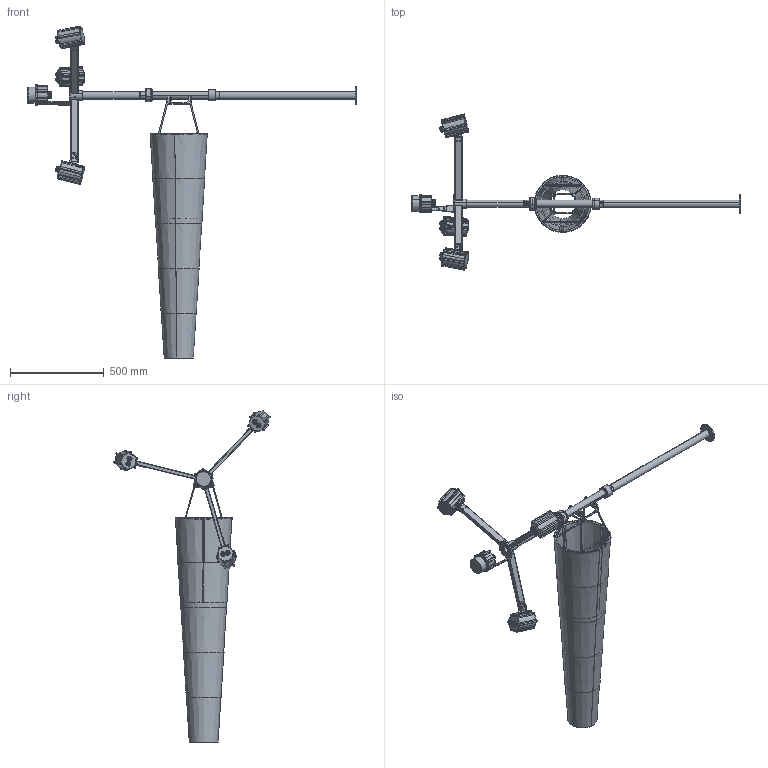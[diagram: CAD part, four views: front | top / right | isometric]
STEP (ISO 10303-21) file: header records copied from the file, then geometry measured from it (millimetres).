
FILE_DESCRIPTION (( 'STEP AP214' ), '1' );
FILE_NAME ('Ñáîðêà Êîðçèíû (èçìåí.)(NeW).STEP', '2017-07-18T10:48:43', ( '' ), ( '' ), 'SwSTEP 2.0', 'SolidWorks 2017', '' );
FILE_SCHEMA (( 'AUTOMOTIVE_DESIGN' ));
Length unit declared in the file: millimetre
Products named in the file (40): Ñáîðêà ïîâîðîòíîãî óçëà; Êðûøêà; 鎚蠉瞃趌NeW; 扻豵鵨_11; 婑鳧氀 瞂贂.; WIND.022 (Êðîíøòåéí-ïëàñòèíà ôîíàðÿ); 嵑殧趌5_擤; WIND.021 (Êðîíøòåéí ôîíàðÿ); ﾘ琺矜; Ôîíàðü ïðîæåêòîð (Ñáîðêà1_2); Óõî-òðóáà-âåðõ.; ãàéêà ïîä ïðîâîäà çàæèìíàÿ; Óõî-òðóáà; Íèæíÿÿ Êðûøêà; 扻錪犩-1; 嚦樏鋋; 扻錪犩-2; Êîðïóñ_Êîëäóíà; ﾒ矜-25; WIND.020 (ïëàíêà ïåðèôåðèéíîãî ôîíàðÿ); ﾒ矜-40; Ïåðåìû÷êà; Óõî-êîðçèíà; 嵑殧趌8_擤; Ñáîðêà1^Ñáîðêà Êîðçèíû (èçìåí.)(NeW); 婑鳧氀; Êðåïëåíèå êîðçèíû; Òðóáà îñí.; ﾐ裔; 栖闉罻 瞂贂. 鼫艖鳷; WIND.033 (膰錪犩 112擤); Òðóáà ïåðèôåðèéíûõ ôîíàðåé; WIND.033 (膰錪犩 300擤); 婑鳧氀 膴鍙欙樥縺; 扻錸鵯_300; Ñòàêàí âåðõíèé; Ôîíàðü ìîÿê (Ñáîðêà1_1); Ñáîðêà Êîðçèíû (èçìåí.)(NeW); ﾒ矜 粢.; Ôîíàðü (êðàñíûé)
Assembly tree (57 placements, depth 3):
  Ñáîðêà Êîðçèíû (èçìåí.)(NeW)
    WIND.033 (膰錪犩 300擤)
    WIND.033 (膰錪犩 112擤)
    ﾐ裔  x4
    Êðåïëåíèå êîðçèíû
    Ñáîðêà1^Ñáîðêà Êîðçèíû (èçìåí.)(NeW)
      Êðåïëåíèå êîðçèíû
    Óõî-êîðçèíà
    Ñáîðêà ïîâîðîòíîãî óçëà
      ﾒ矜-40
      ﾒ矜-25
      扻錪犩-2
      扻錪犩-1
      Óõî-òðóáà
      Óõî-òðóáà-âåðõ.
      ﾘ琺矜  x2
      嵑殧趌5_擤  x2
      婑鳧氀 瞂贂.
      鎚蠉瞃趌NeW
    栖闉罻 瞂贂. 鼫艖鳷
      ﾒ矜 粢.
      Ñòàêàí âåðõíèé
      婑鳧氀 膴鍙欙樥縺
      Òðóáà ïåðèôåðèéíûõ ôîíàðåé  x3
    Òðóáà îñí.
    婑鳧氀
    鎚蠉瞃趌NeW
    婑鳧氀 瞂贂.
    嵑殧趌8_擤
    Ïåðåìû÷êà
    WIND.020 (ïëàíêà ïåðèôåðèéíîãî ôîíàðÿ)  x3
    Ôîíàðü ïðîæåêòîð (Ñáîðêà1_2)  x3
      Êîðïóñ_Êîëäóíà
      嚦樏鋋
      Íèæíÿÿ Êðûøêà
      ãàéêà ïîä ïðîâîäà çàæèìíàÿ
    WIND.021 (Êðîíøòåéí ôîíàðÿ)
    WIND.022 (Êðîíøòåéí-ïëàñòèíà ôîíàðÿ)
    Ôîíàðü ìîÿê (Ñáîðêà1_1)
      扻豵鵨_11
      Êðûøêà
      Ôîíàðü (êðàñíûé)
      Íèæíÿÿ Êðûøêà
      ãàéêà ïîä ïðîâîäà çàæèìíàÿ  x2
    扻錸鵯_300
Bounding box: 1757 x 835.89 x 1775.37 mm (x, y, z)
Volume: 3304022.1 mm3; surface area: 3207197.5 mm2
Topology: 62 solids, 62 shells, 1916 faces, 5000 edges, 3272 vertices
Faces by surface type: cylinder 1218, plane 511, torus 86, bspline 53, cone 46, sphere 2
Entity records: 55358 total; most frequent: CARTESIAN_POINT 28359, DIRECTION 5672, ORIENTED_EDGE 5176, EDGE_CURVE 2588, AXIS2_PLACEMENT_3D 2325, VERTEX_POINT 1683, CIRCLE 1298, EDGE_LOOP 1203
